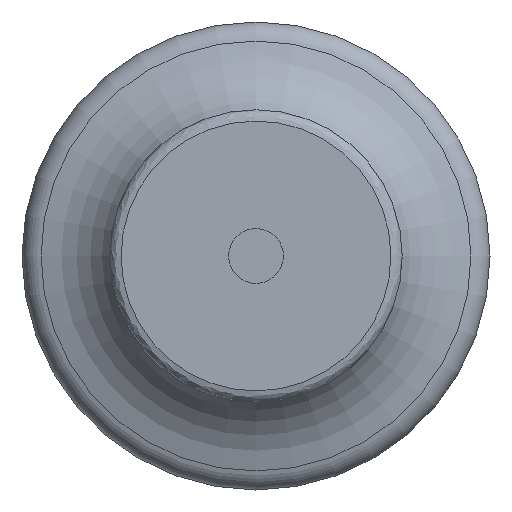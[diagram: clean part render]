
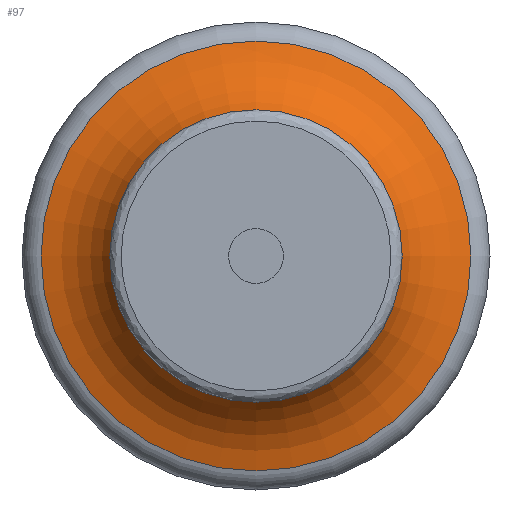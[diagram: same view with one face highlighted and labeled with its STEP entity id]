
A CAD part, left-side view. The second image highlights one B-rep face of the part: STEP entity #97.
In plain terms, the highlighted toroidal (fillet/blend) face has major radius 8 mm and minor radius 3.5 mm.
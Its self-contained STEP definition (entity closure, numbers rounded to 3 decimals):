
#61=TOROIDAL_SURFACE('',#258,8.,3.5);
#71=FACE_BOUND('',#133,.T.);
#72=FACE_BOUND('',#134,.T.);
#97=ADVANCED_FACE('',(#71,#72),#61,.F.);
#133=EDGE_LOOP('',(#167));
#134=EDGE_LOOP('',(#168));
#167=ORIENTED_EDGE('',*,*,#214,.F.);
#168=ORIENTED_EDGE('',*,*,#215,.T.);
#197=VERTEX_POINT('',#375);
#198=VERTEX_POINT('',#378);
#214=EDGE_CURVE('',#197,#197,#231,.T.);
#215=EDGE_CURVE('',#198,#198,#232,.T.);
#231=CIRCLE('',#255,4.5);
#232=CIRCLE('',#257,7.349);
#255=AXIS2_PLACEMENT_3D('',#374,#299,#300);
#257=AXIS2_PLACEMENT_3D('',#377,#303,#304);
#258=AXIS2_PLACEMENT_3D('',#379,#305,#306);
#299=DIRECTION('',(-1.,0.,0.));
#300=DIRECTION('',(0.,0.,1.));
#303=DIRECTION('',(-1.,0.,0.));
#304=DIRECTION('',(0.,0.,1.));
#305=DIRECTION('',(-1.,0.,0.));
#306=DIRECTION('',(0.,0.,1.));
#374=CARTESIAN_POINT('',(22.,0.,0.));
#375=CARTESIAN_POINT('',(22.,0.,4.5));
#377=CARTESIAN_POINT('',(25.439,0.,0.));
#378=CARTESIAN_POINT('',(25.439,0.,7.349));
#379=CARTESIAN_POINT('',(22.,0.,0.));
